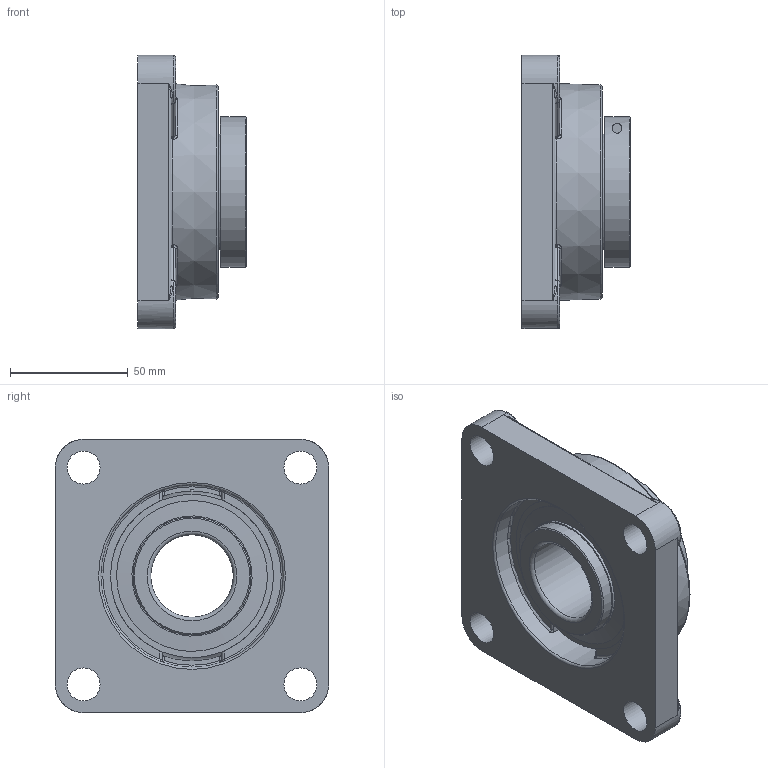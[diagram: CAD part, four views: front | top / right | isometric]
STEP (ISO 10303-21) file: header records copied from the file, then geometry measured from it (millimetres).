
FILE_DESCRIPTION(('HOOPS Exchange Step'),'2;1');
FILE_NAME('export-13D79731-D245-4108-9CEB-DB8FD566F52C.stp','2020-05-28T14:32:20-07:00',('dkerr'),('Alibre'),'HOOPS Exchange 2020.0','Alibre','Unknown authorisation');
FILE_SCHEMA( ('AP242_MANAGED_MODEL_BASED_3D_ENGINEERING_MIM_LF {1 0 10303 442 1 1 4 }') );
Length unit declared in the file: inch
Products named in the file (8): MRN SFM L4L 207; MRN SUE 207 L4L (35mm) (Race); MRN SUE 207 L4L (Shield); MRN SUE 207 L4L (Ball); MRN SUE 207 L4L (Lock Ring); MRN SUE 207 L4L (Bolt); MRN SUE 207 L4L (35mm); MRN SUESFM 207 L4L (35mm)
Assembly tree (8 placements, depth 3):
  MRN SUESFM 207 L4L (35mm)
    MRN SFM L4L 207
    MRN SUE 207 L4L (35mm)
      MRN SUE 207 L4L (35mm) (Race)
      MRN SUE 207 L4L (Shield)  x2
      MRN SUE 207 L4L (Ball)
      MRN SUE 207 L4L (Lock Ring)
      MRN SUE 207 L4L (Bolt)
Bounding box: 45.9 x 116 x 116 mm (x, y, z)
Volume: 242952 mm3; surface area: 81709.2 mm2
Topology: 16 solids, 16 shells, 285 faces, 758 edges, 469 vertices
Faces by surface type: plane 79, cylinder 77, torus 45, cone 31, bspline 28, sphere 25
Full cylindrical faces by diameter (mm): 4.134 x1, 4.137 x1, 5.8 x1, 8.5 x1, 14 x4, 35 x1, 50 x4, 51.016 x2, 62 x2, 64 x2, 73.66 x1, 77.47 x1, 80.35 x1
Entity records: 14339 total; most frequent: CARTESIAN_POINT 7431, DIRECTION 1447, ORIENTED_EDGE 1394, EDGE_CURVE 697, AXIS2_PLACEMENT_3D 611, VERTEX_POINT 455, CIRCLE 337, EDGE_LOOP 304
